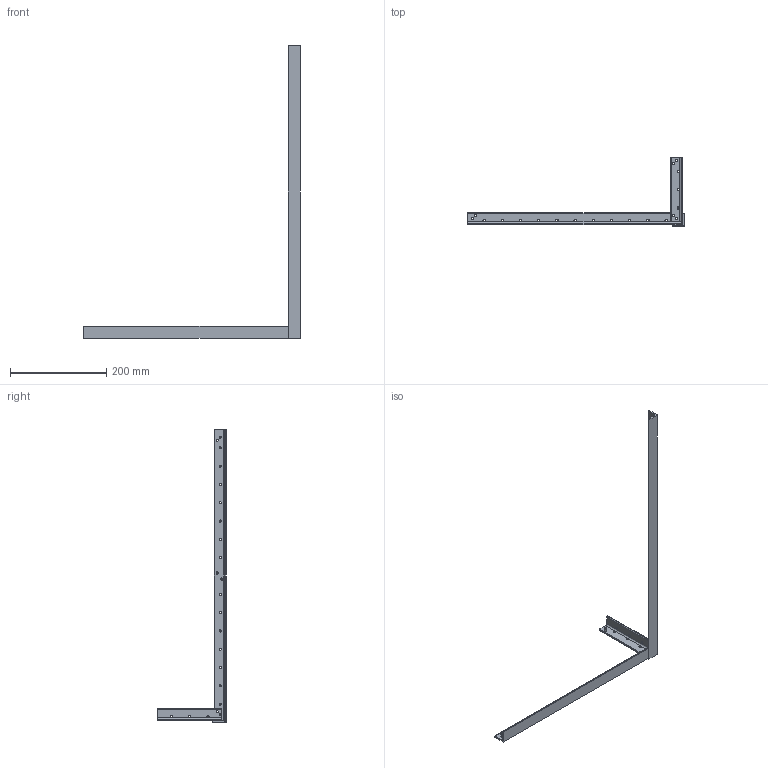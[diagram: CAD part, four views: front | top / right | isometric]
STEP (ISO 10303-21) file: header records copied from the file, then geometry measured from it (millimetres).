
FILE_DESCRIPTION (( 'STEP AP214' ), '1' );
FILE_NAME ('8982K402_Multipurpose 6061 Aluminum 90 Degree Angle.STEP', '2025-03-21T01:02:58', ( '' ), ( '' ), 'SwSTEP 2.0', 'SolidWorks 2024', '' );
FILE_SCHEMA (( 'AUTOMOTIVE_DESIGN' ));
Length unit declared in the file: inch
Products named in the file (1): 8982K402_Multipurpose 6061 Aluminum 90 Degree Angle
Bounding box: 450.85 x 142.88 x 609.6 mm (x, y, z)
Volume: 178204.1 mm3; surface area: 118882.5 mm2
Topology: 3 solids, 3 shells, 127 faces, 363 edges, 242 vertices
Faces by surface type: cylinder 103, plane 24
Entity records: 4500 total; most frequent: DIRECTION 825, CARTESIAN_POINT 733, ORIENTED_EDGE 726, EDGE_CURVE 363, AXIS2_PLACEMENT_3D 334, VERTEX_POINT 242, EDGE_LOOP 221, CIRCLE 206
